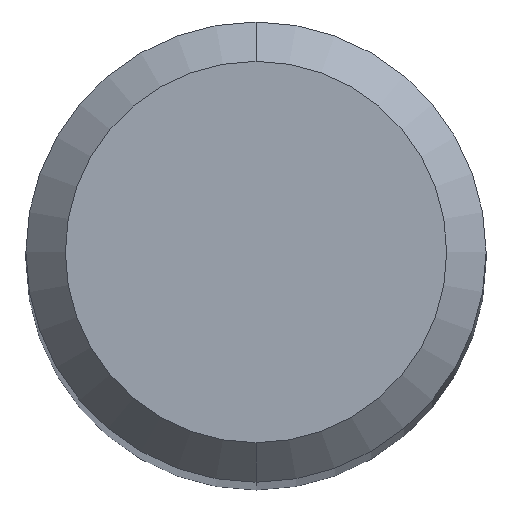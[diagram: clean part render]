
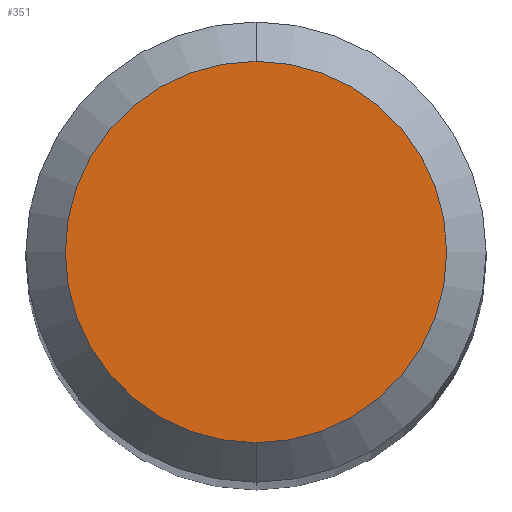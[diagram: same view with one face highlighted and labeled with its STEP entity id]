
A CAD part, top view. The second image highlights one B-rep face of the part: STEP entity #351.
In plain terms, the highlighted planar face has unit normal (0, 0, 1).
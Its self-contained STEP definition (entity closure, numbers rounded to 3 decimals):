
#235=EDGE_CURVE('',#261,#533,#623,.T.);
#261=VERTEX_POINT('',#654);
#351=ADVANCED_FACE('',(#755),#756,.T.);
#513=EDGE_CURVE('',#533,#261,#933,.T.);
#533=VERTEX_POINT('',#957);
#623=CIRCLE('',#1092,1.45);
#654=CARTESIAN_POINT('',(0.,-1.45,0.0));
#755=FACE_OUTER_BOUND('',#1316,.T.);
#756=PLANE('',#1317);
#933=CIRCLE('',#1578,1.45);
#957=CARTESIAN_POINT('',(0.0,1.45,0.0));
#1092=AXIS2_PLACEMENT_3D('',#1791,#1792,#1793);
#1316=EDGE_LOOP('',(#1979,#1980));
#1317=AXIS2_PLACEMENT_3D('',#1981,#1982,#1983);
#1578=AXIS2_PLACEMENT_3D('',#2165,#2166,#2167);
#1791=CARTESIAN_POINT('',(0.0,0.0,0.0));
#1792=DIRECTION('',(0.0,0.0,-1.0));
#1793=DIRECTION('',(0.0,1.0,0.0));
#1979=ORIENTED_EDGE('',*,*,#513,.F.);
#1980=ORIENTED_EDGE('',*,*,#235,.F.);
#1981=CARTESIAN_POINT('',(0.0,0.725,0.0));
#1982=DIRECTION('',(-0.0,0.0,1.0));
#1983=DIRECTION('',(0.0,-1.0,0.0));
#2165=CARTESIAN_POINT('',(0.0,0.0,0.0));
#2166=DIRECTION('',(0.0,0.0,-1.0));
#2167=DIRECTION('',(0.0,1.0,0.0));
